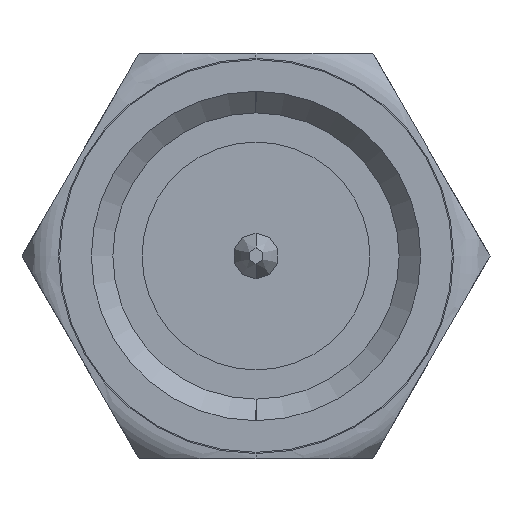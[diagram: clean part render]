
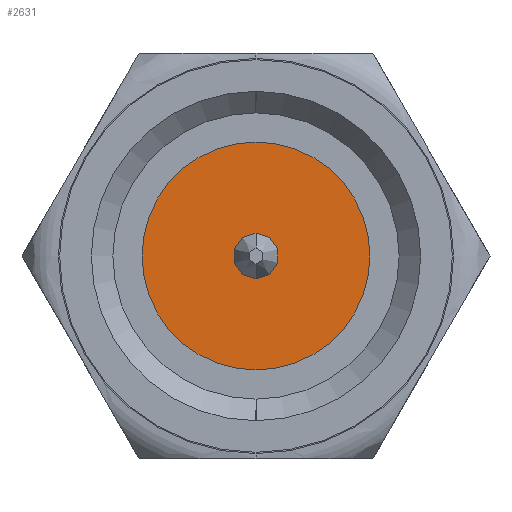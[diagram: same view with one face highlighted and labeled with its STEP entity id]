
A CAD part, front view. The second image highlights one B-rep face of the part: STEP entity #2631.
In plain terms, the highlighted planar face has unit normal (0, -1, 0).
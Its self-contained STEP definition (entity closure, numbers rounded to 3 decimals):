
#268 = CARTESIAN_POINT ( 'NONE',  ( 0., -781.01, 0. ) ) ;
#628 = AXIS2_PLACEMENT_3D ( 'NONE', #3325, #5756, #9013 ) ;
#1087 = CARTESIAN_POINT ( 'NONE',  ( 0., -781.01, -0.45 ) ) ;
#1355 = AXIS2_PLACEMENT_3D ( 'NONE', #268, #6061, #3688 ) ;
#1485 = EDGE_LOOP ( 'NONE', ( #5243, #7386 ) ) ;
#1660 = AXIS2_PLACEMENT_3D ( 'NONE', #7349, #7302, #9883 ) ;
#1814 = DIRECTION ( 'NONE',  ( 0., 1., 0. ) ) ;
#2241 = EDGE_CURVE ( 'Defeature ausgef�hrt2_137+Defeature ausgef�hrt2_136+Defeature ausgef�hrt2_136+Defeature ausgef�hrt2_136', #6605, #9505, #9022, .T. ) ;
#2353 = AXIS2_PLACEMENT_3D ( 'NONE', #2825, #4560, #4401 ) ;
#2564 = CARTESIAN_POINT ( 'NONE',  ( 0., -781.01, 0. ) ) ;
#2631 = ADVANCED_FACE ( 'Defeature ausgef�hrt2_136', ( #3380, #4460 ), #7330, .F. ) ;
#2764 = DIRECTION ( 'NONE',  ( 0., 0., -1. ) ) ;
#2825 = CARTESIAN_POINT ( 'NONE',  ( 0., -781.01, 0. ) ) ;
#3325 = CARTESIAN_POINT ( 'NONE',  ( -2.25, -781.01, 0. ) ) ;
#3380 = FACE_OUTER_BOUND ( 'NONE', #6964, .T. ) ;
#3427 = EDGE_CURVE ( 'Defeature ausgef�hrt2_137+Defeature ausgef�hrt2_136+Defeature ausgef�hrt2_136+Defeature ausgef�hrt2_136', #9505, #6605, #5515, .T. ) ;
#3595 = CARTESIAN_POINT ( 'NONE',  ( 0., -781.01, 0.45 ) ) ;
#3625 = ORIENTED_EDGE ( 'NONE', *, *, #2241, .F. ) ;
#3688 = DIRECTION ( 'NONE',  ( 0., 0., -1. ) ) ;
#4401 = DIRECTION ( 'NONE',  ( 0., 0., -1. ) ) ;
#4460 = FACE_BOUND ( 'NONE', #1485, .T. ) ;
#4560 = DIRECTION ( 'NONE',  ( 0., 1., 0. ) ) ;
#5044 = CIRCLE ( 'NONE', #1355, 0.45 ) ;
#5243 = ORIENTED_EDGE ( 'NONE', *, *, #8212, .T. ) ;
#5412 = CARTESIAN_POINT ( 'NONE',  ( 0., -781.01, 2.25 ) ) ;
#5507 = EDGE_CURVE ( 'Defeature ausgef�hrt2_136+Defeature ausgef�hrt2_135+Defeature ausgef�hrt2_135+Defeature ausgef�hrt2_135', #9898, #8118, #5044, .T. ) ;
#5515 = CIRCLE ( 'NONE', #1660, 2.25 ) ;
#5756 = DIRECTION ( 'NONE',  ( 0., 1., 0. ) ) ;
#6061 = DIRECTION ( 'NONE',  ( 0., 1., 0. ) ) ;
#6605 = VERTEX_POINT ( 'NONE', #9800 ) ;
#6964 = EDGE_LOOP ( 'NONE', ( #3625, #7229 ) ) ;
#7229 = ORIENTED_EDGE ( 'NONE', *, *, #3427, .F. ) ;
#7302 = DIRECTION ( 'NONE',  ( 0., 1., 0. ) ) ;
#7330 = PLANE ( 'NONE',  #628 ) ;
#7349 = CARTESIAN_POINT ( 'NONE',  ( 0., -781.01, 0. ) ) ;
#7386 = ORIENTED_EDGE ( 'NONE', *, *, #5507, .T. ) ;
#7536 = CIRCLE ( 'NONE', #2353, 0.45 ) ;
#8118 = VERTEX_POINT ( 'NONE', #1087 ) ;
#8178 = AXIS2_PLACEMENT_3D ( 'NONE', #2564, #1814, #2764 ) ;
#8212 = EDGE_CURVE ( 'Defeature ausgef�hrt2_136+Defeature ausgef�hrt2_135+Defeature ausgef�hrt2_135+Defeature ausgef�hrt2_135', #8118, #9898, #7536, .T. ) ;
#9013 = DIRECTION ( 'NONE',  ( 0., 0., -1. ) ) ;
#9022 = CIRCLE ( 'NONE', #8178, 2.25 ) ;
#9505 = VERTEX_POINT ( 'NONE', #5412 ) ;
#9800 = CARTESIAN_POINT ( 'NONE',  ( 0., -781.01, -2.25 ) ) ;
#9883 = DIRECTION ( 'NONE',  ( 0., 0., -1. ) ) ;
#9898 = VERTEX_POINT ( 'NONE', #3595 ) ;
